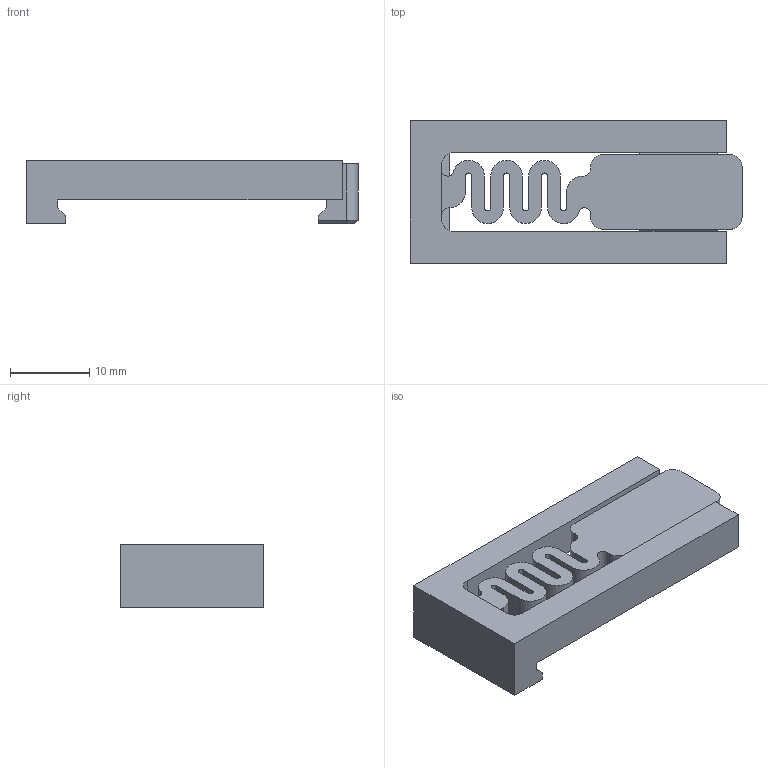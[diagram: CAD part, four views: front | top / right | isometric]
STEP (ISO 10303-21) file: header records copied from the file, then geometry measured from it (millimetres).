
FILE_DESCRIPTION(('FreeCAD Model'),'2;1');
FILE_NAME('Open CASCADE Shape Model','2023-11-25T22:49:18',(''),(''), 'Open CASCADE STEP processor 7.7','FreeCAD','Unknown');
FILE_SCHEMA(('AUTOMOTIVE_DESIGN { 1 0 10303 214 1 1 1 1 }'));
Length unit declared in the file: millimetre
Products named in the file (1): unibody-short
Bounding box: 42 x 18 x 8 mm (x, y, z)
Volume: 3299.1 mm3; surface area: 3087.8 mm2
Topology: 1 solids, 1 shells, 90 faces, 247 edges, 162 vertices
Faces by surface type: plane 60, cylinder 24, cone 4, bspline 2
Entity records: 2919 total; most frequent: CARTESIAN_POINT 576, ORIENTED_EDGE 494, DIRECTION 471, EDGE_CURVE 247, LINE 189, VECTOR 189, VERTEX_POINT 162, AXIS2_PLACEMENT_3D 141
